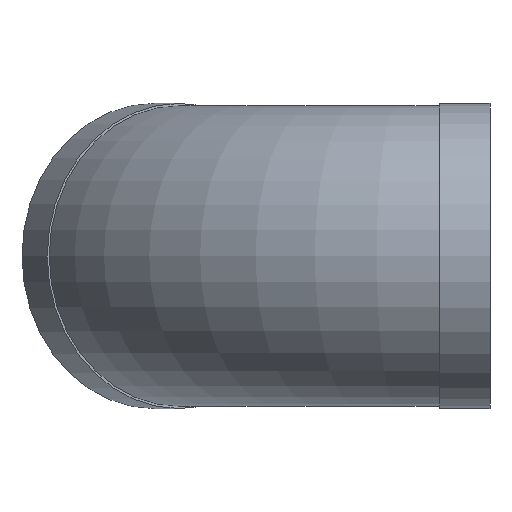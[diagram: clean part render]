
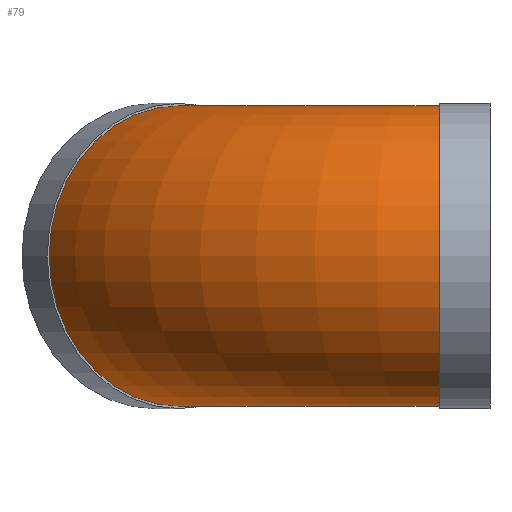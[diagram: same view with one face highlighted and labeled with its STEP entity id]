
A CAD part, left-side view. The second image highlights one B-rep face of the part: STEP entity #79.
In plain terms, the highlighted toroidal (fillet/blend) face has major radius 250 mm and minor radius 125 mm.
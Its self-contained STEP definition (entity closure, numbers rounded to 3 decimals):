
#79 = ADVANCED_FACE( '', ( #154, #155 ), #156, .T. );
#154 = FACE_OUTER_BOUND( '', #216, .T. );
#155 = FACE_OUTER_BOUND( '', #217, .T. );
#156 = TOROIDAL_SURFACE( '', #218, 250., 125. );
#216 = EDGE_LOOP( '', ( #286 ) );
#217 = EDGE_LOOP( '', ( #287 ) );
#218 = AXIS2_PLACEMENT_3D( '', #288, #289, #290 );
#286 = ORIENTED_EDGE( '', *, *, #302, .T. );
#287 = ORIENTED_EDGE( '', *, *, #308, .F. );
#288 = CARTESIAN_POINT( '', ( 250., 42., 0. ) );
#289 = DIRECTION( '', ( 0., 0., -1. ) );
#290 = DIRECTION( '', ( -1., 0., 0. ) );
#302 = EDGE_CURVE( '', #328, #328, #329, .T. );
#308 = EDGE_CURVE( '', #338, #338, #339, .T. );
#328 = VERTEX_POINT( '', #364 );
#329 = CIRCLE( '', #365, 125. );
#338 = VERTEX_POINT( '', #374 );
#339 = CIRCLE( '', #375, 125. );
#364 = CARTESIAN_POINT( '', ( 125., 42., 0. ) );
#365 = AXIS2_PLACEMENT_3D( '', #400, #401, #402 );
#374 = CARTESIAN_POINT( '', ( 187.5, 150.253, 0. ) );
#375 = AXIS2_PLACEMENT_3D( '', #412, #413, #414 );
#400 = CARTESIAN_POINT( '', ( 0., 42., 0. ) );
#401 = DIRECTION( '', ( 0., 1., 0. ) );
#402 = DIRECTION( '', ( 1., 0., 0. ) );
#412 = CARTESIAN_POINT( '', ( 125., 258.506, 0. ) );
#413 = DIRECTION( '', ( 0.866, 0.5, 0. ) );
#414 = DIRECTION( '', ( 0.5, -0.866, 0. ) );
